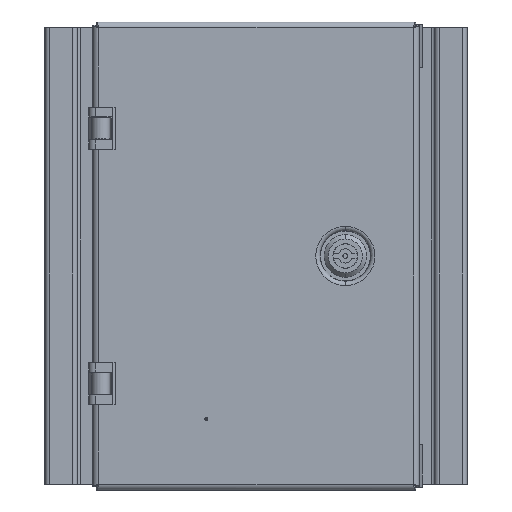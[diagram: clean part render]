
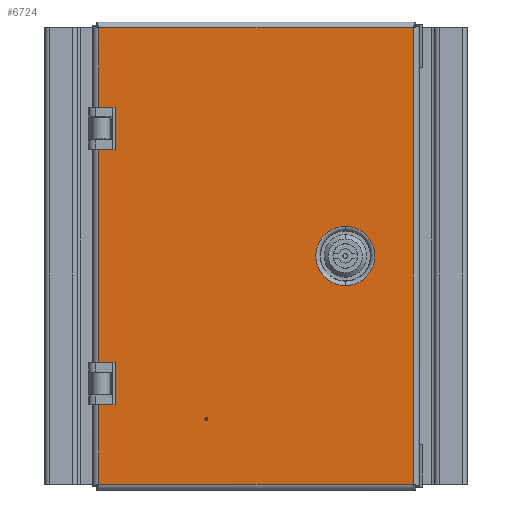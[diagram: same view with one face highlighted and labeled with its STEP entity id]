
A CAD part, top view. The second image highlights one B-rep face of the part: STEP entity #6724.
In plain terms, the highlighted planar face has unit normal (0, 0, 1).
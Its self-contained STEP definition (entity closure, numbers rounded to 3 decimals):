
#90 = CARTESIAN_POINT ( 'NONE',  ( -111., -101.25, 2. ) ) ;
#270 = ORIENTED_EDGE ( 'NONE', *, *, #8251, .F. ) ;
#277 = EDGE_CURVE ( 'NONE', #6067, #9501, #3771, .T. ) ;
#307 = CARTESIAN_POINT ( 'NONE',  ( -111., -161., 2. ) ) ;
#408 = DIRECTION ( 'NONE',  ( -1., 0., 0. ) ) ;
#493 = CARTESIAN_POINT ( 'NONE',  ( -112.646, -161., 2. ) ) ;
#559 = DIRECTION ( 'NONE',  ( 0., 0., 1. ) ) ;
#817 = AXIS2_PLACEMENT_3D ( 'NONE', #4336, #14420, #10444 ) ;
#849 = VERTEX_POINT ( 'NONE', #5011 ) ;
#863 = VERTEX_POINT ( 'NONE', #3783 ) ;
#873 = VERTEX_POINT ( 'NONE', #90 ) ;
#1072 = CARTESIAN_POINT ( 'NONE',  ( -101., -78.75, 2. ) ) ;
#1143 = DIRECTION ( 'NONE',  ( -1., 0., 0. ) ) ;
#1169 = LINE ( 'NONE', #7374, #9073 ) ;
#1319 = DIRECTION ( 'NONE',  ( 1., 0., 0. ) ) ;
#1369 = CARTESIAN_POINT ( 'NONE',  ( -101., -78.75, 2. ) ) ;
#1381 = VERTEX_POINT ( 'NONE', #7133 ) ;
#1450 = EDGE_CURVE ( 'NONE', #1381, #8348, #4299, .T. ) ;
#1594 = DIRECTION ( 'NONE',  ( 0., 1., 0. ) ) ;
#1661 = EDGE_CURVE ( 'NONE', #2291, #5328, #8016, .T. ) ;
#2276 = DIRECTION ( 'NONE',  ( -1., 0., 0. ) ) ;
#2290 = ORIENTED_EDGE ( 'NONE', *, *, #5747, .F. ) ;
#2291 = VERTEX_POINT ( 'NONE', #13939 ) ;
#2495 = DIRECTION ( 'NONE',  ( 0., 1., 0. ) ) ;
#2497 = CARTESIAN_POINT ( 'NONE',  ( -111., 78.75, 2. ) ) ;
#2583 = EDGE_LOOP ( 'NONE', ( #15329, #13369, #5984, #11112, #11632, #3294, #11230, #13376, #270, #13429, #15244, #11524 ) ) ;
#2749 = AXIS2_PLACEMENT_3D ( 'NONE', #11328, #9893, #6136 ) ;
#2972 = VERTEX_POINT ( 'NONE', #307 ) ;
#3108 = CARTESIAN_POINT ( 'NONE',  ( -111., 161., 2. ) ) ;
#3224 = VECTOR ( 'NONE', #3690, 1000. ) ;
#3269 = CARTESIAN_POINT ( 'NONE',  ( 111., -161., 2. ) ) ;
#3271 = VERTEX_POINT ( 'NONE', #13634 ) ;
#3294 = ORIENTED_EDGE ( 'NONE', *, *, #277, .T. ) ;
#3317 = DIRECTION ( 'NONE',  ( -1., 0., 0. ) ) ;
#3361 = ORIENTED_EDGE ( 'NONE', *, *, #15037, .F. ) ;
#3386 = DIRECTION ( 'NONE',  ( -1., 0., 0. ) ) ;
#3477 = VERTEX_POINT ( 'NONE', #2497 ) ;
#3690 = DIRECTION ( 'NONE',  ( 0., -1., 0. ) ) ;
#3771 = LINE ( 'NONE', #13140, #9300 ) ;
#3783 = CARTESIAN_POINT ( 'NONE',  ( -35., -116.058, 2. ) ) ;
#4299 = LINE ( 'NONE', #1072, #13953 ) ;
#4336 = CARTESIAN_POINT ( 'NONE',  ( 63., 0., 2. ) ) ;
#4775 = EDGE_CURVE ( 'NONE', #3271, #10692, #14678, .T. ) ;
#4782 = LINE ( 'NONE', #15572, #14841 ) ;
#4943 = LINE ( 'NONE', #493, #11821 ) ;
#5011 = CARTESIAN_POINT ( 'NONE',  ( 111., 161., 2. ) ) ;
#5096 = EDGE_CURVE ( 'NONE', #16346, #873, #8361, .T. ) ;
#5261 = EDGE_CURVE ( 'NONE', #8348, #16346, #12890, .T. ) ;
#5328 = VERTEX_POINT ( 'NONE', #14276 ) ;
#5363 = ORIENTED_EDGE ( 'NONE', *, *, #4775, .F. ) ;
#5747 = EDGE_CURVE ( 'NONE', #10087, #863, #15246, .T. ) ;
#5984 = ORIENTED_EDGE ( 'NONE', *, *, #7869, .T. ) ;
#6019 = AXIS2_PLACEMENT_3D ( 'NONE', #6732, #559, #6673 ) ;
#6026 = EDGE_CURVE ( 'NONE', #6142, #849, #4782, .T. ) ;
#6053 = EDGE_CURVE ( 'NONE', #849, #6067, #10097, .T. ) ;
#6067 = VERTEX_POINT ( 'NONE', #3108 ) ;
#6093 = CARTESIAN_POINT ( 'NONE',  ( -35., -115., 2. ) ) ;
#6136 = DIRECTION ( 'NONE',  ( -1., 0., 0. ) ) ;
#6142 = VERTEX_POINT ( 'NONE', #3269 ) ;
#6264 = EDGE_CURVE ( 'NONE', #863, #10087, #14248, .T. ) ;
#6456 = CARTESIAN_POINT ( 'NONE',  ( -101., 101.25, 2. ) ) ;
#6673 = DIRECTION ( 'NONE',  ( 0., -1., 0. ) ) ;
#6724 = ADVANCED_FACE ( 'NONE', ( #9301, #14044, #13253 ), #7033, .F. ) ;
#6732 = CARTESIAN_POINT ( 'NONE',  ( 63., 0., 2. ) ) ;
#7033 = PLANE ( 'NONE',  #13008 ) ;
#7133 = CARTESIAN_POINT ( 'NONE',  ( -111., -78.75, 2. ) ) ;
#7342 = CARTESIAN_POINT ( 'NONE',  ( -111., 101.25, 2. ) ) ;
#7374 = CARTESIAN_POINT ( 'NONE',  ( -101., 78.75, 2. ) ) ;
#7869 = EDGE_CURVE ( 'NONE', #2972, #6142, #4943, .T. ) ;
#7955 = VECTOR ( 'NONE', #2276, 1000. ) ;
#8016 = LINE ( 'NONE', #6456, #13364 ) ;
#8114 = CARTESIAN_POINT ( 'NONE',  ( 63., -20.821, 2. ) ) ;
#8154 = CARTESIAN_POINT ( 'NONE',  ( -101., -101.25, 2. ) ) ;
#8251 = EDGE_CURVE ( 'NONE', #3477, #2291, #1169, .T. ) ;
#8348 = VERTEX_POINT ( 'NONE', #1369 ) ;
#8361 = LINE ( 'NONE', #11204, #7955 ) ;
#9073 = VECTOR ( 'NONE', #1319, 1000. ) ;
#9270 = CIRCLE ( 'NONE', #817, 20.821 ) ;
#9300 = VECTOR ( 'NONE', #10378, 1000. ) ;
#9301 = FACE_BOUND ( 'NONE', #14272, .T. ) ;
#9321 = DIRECTION ( 'NONE',  ( 1., 0., 0. ) ) ;
#9501 = VERTEX_POINT ( 'NONE', #7342 ) ;
#9536 = CARTESIAN_POINT ( 'NONE',  ( -35., -113.942, 2. ) ) ;
#9855 = CARTESIAN_POINT ( 'NONE',  ( -111., 162.646, 2. ) ) ;
#9893 = DIRECTION ( 'NONE',  ( 0., 0., 1. ) ) ;
#9907 = DIRECTION ( 'NONE',  ( 0., 0., 1. ) ) ;
#10087 = VERTEX_POINT ( 'NONE', #9536 ) ;
#10097 = LINE ( 'NONE', #15523, #15047 ) ;
#10378 = DIRECTION ( 'NONE',  ( 0., -1., 0. ) ) ;
#10444 = DIRECTION ( 'NONE',  ( 0., -1., 0. ) ) ;
#10692 = VERTEX_POINT ( 'NONE', #8114 ) ;
#10829 = LINE ( 'NONE', #13412, #16348 ) ;
#11112 = ORIENTED_EDGE ( 'NONE', *, *, #6026, .T. ) ;
#11204 = CARTESIAN_POINT ( 'NONE',  ( -115., -101.25, 2. ) ) ;
#11230 = ORIENTED_EDGE ( 'NONE', *, *, #15980, .F. ) ;
#11279 = ORIENTED_EDGE ( 'NONE', *, *, #6264, .F. ) ;
#11328 = CARTESIAN_POINT ( 'NONE',  ( -35., -115., 2. ) ) ;
#11524 = ORIENTED_EDGE ( 'NONE', *, *, #5261, .T. ) ;
#11622 = AXIS2_PLACEMENT_3D ( 'NONE', #6093, #9907, #1143 ) ;
#11632 = ORIENTED_EDGE ( 'NONE', *, *, #6053, .T. ) ;
#11717 = LINE ( 'NONE', #13645, #14681 ) ;
#11821 = VECTOR ( 'NONE', #9321, 1000. ) ;
#12115 = DIRECTION ( 'NONE',  ( 0., 0., -1. ) ) ;
#12192 = EDGE_CURVE ( 'NONE', #3477, #1381, #11717, .T. ) ;
#12331 = DIRECTION ( 'NONE',  ( 0., -1., 0. ) ) ;
#12438 = VECTOR ( 'NONE', #15923, 1000. ) ;
#12890 = LINE ( 'NONE', #13998, #3224 ) ;
#13008 = AXIS2_PLACEMENT_3D ( 'NONE', #13423, #12115, #3386 ) ;
#13140 = CARTESIAN_POINT ( 'NONE',  ( -111., 162.646, 2. ) ) ;
#13253 = FACE_BOUND ( 'NONE', #15428, .T. ) ;
#13364 = VECTOR ( 'NONE', #2495, 1000. ) ;
#13369 = ORIENTED_EDGE ( 'NONE', *, *, #14614, .T. ) ;
#13376 = ORIENTED_EDGE ( 'NONE', *, *, #1661, .F. ) ;
#13412 = CARTESIAN_POINT ( 'NONE',  ( -115., 101.25, 2. ) ) ;
#13423 = CARTESIAN_POINT ( 'NONE',  ( 115., 165., 2. ) ) ;
#13429 = ORIENTED_EDGE ( 'NONE', *, *, #12192, .T. ) ;
#13634 = CARTESIAN_POINT ( 'NONE',  ( 63., 20.821, 2. ) ) ;
#13645 = CARTESIAN_POINT ( 'NONE',  ( -111., 162.646, 2. ) ) ;
#13939 = CARTESIAN_POINT ( 'NONE',  ( -101., 78.75, 2. ) ) ;
#13953 = VECTOR ( 'NONE', #14852, 1000. ) ;
#13998 = CARTESIAN_POINT ( 'NONE',  ( -101., -101.25, 2. ) ) ;
#14044 = FACE_OUTER_BOUND ( 'NONE', #2583, .T. ) ;
#14248 = CIRCLE ( 'NONE', #2749, 1.058 ) ;
#14272 = EDGE_LOOP ( 'NONE', ( #3361, #5363 ) ) ;
#14276 = CARTESIAN_POINT ( 'NONE',  ( -101., 101.25, 2. ) ) ;
#14420 = DIRECTION ( 'NONE',  ( 0., 0., 1. ) ) ;
#14614 = EDGE_CURVE ( 'NONE', #873, #2972, #14809, .T. ) ;
#14678 = CIRCLE ( 'NONE', #6019, 20.821 ) ;
#14681 = VECTOR ( 'NONE', #12331, 1000. ) ;
#14809 = LINE ( 'NONE', #9855, #12438 ) ;
#14841 = VECTOR ( 'NONE', #1594, 1000. ) ;
#14852 = DIRECTION ( 'NONE',  ( 1., 0., 0. ) ) ;
#15037 = EDGE_CURVE ( 'NONE', #10692, #3271, #9270, .T. ) ;
#15047 = VECTOR ( 'NONE', #408, 1000. ) ;
#15244 = ORIENTED_EDGE ( 'NONE', *, *, #1450, .T. ) ;
#15246 = CIRCLE ( 'NONE', #11622, 1.058 ) ;
#15329 = ORIENTED_EDGE ( 'NONE', *, *, #5096, .T. ) ;
#15428 = EDGE_LOOP ( 'NONE', ( #11279, #2290 ) ) ;
#15523 = CARTESIAN_POINT ( 'NONE',  ( 112.646, 161., 2. ) ) ;
#15572 = CARTESIAN_POINT ( 'NONE',  ( 111., -162.646, 2. ) ) ;
#15923 = DIRECTION ( 'NONE',  ( 0., -1., 0. ) ) ;
#15980 = EDGE_CURVE ( 'NONE', #5328, #9501, #10829, .T. ) ;
#16346 = VERTEX_POINT ( 'NONE', #8154 ) ;
#16348 = VECTOR ( 'NONE', #3317, 1000. ) ;
